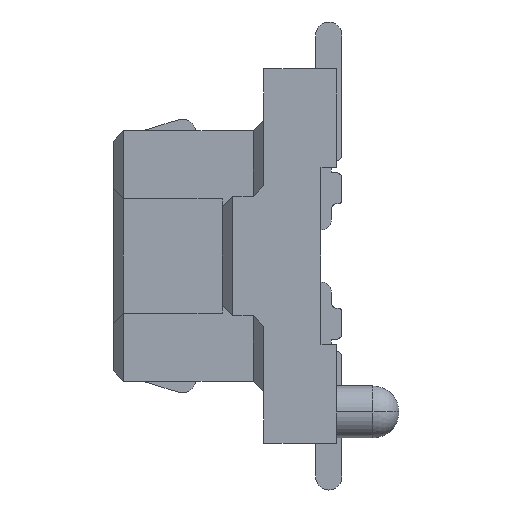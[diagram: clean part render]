
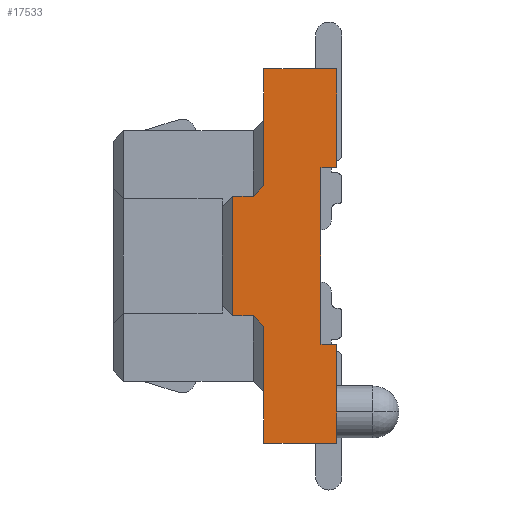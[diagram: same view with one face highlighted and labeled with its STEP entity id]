
A CAD part, left-side view. The second image highlights one B-rep face of the part: STEP entity #17533.
In plain terms, the highlighted planar face has unit normal (-1, 0, 0).
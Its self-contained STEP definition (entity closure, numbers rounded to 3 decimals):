
#25=DIRECTION('',(0.,0.,1.));
#26=VECTOR('',#25,0.95);
#27=CARTESIAN_POINT('',(-2.8,0.,0.85));
#28=LINE('',#27,#26);
#43=DIRECTION('',(0.,0.,1.));
#44=VECTOR('',#43,0.65);
#45=CARTESIAN_POINT('',(-2.8,0.,-1.5));
#46=LINE('',#45,#44);
#59=DIRECTION('',(0.,0.,1.));
#60=VECTOR('',#59,0.3);
#61=CARTESIAN_POINT('',(-2.8,0.,-1.8));
#62=LINE('',#61,#60);
#1095=DIRECTION('',(0.,1.,0.));
#1096=VECTOR('',#1095,0.7);
#1097=CARTESIAN_POINT('',(-2.8,0.,1.8));
#1098=LINE('',#1097,#1096);
#6395=DIRECTION('',(0.,1.,0.));
#6396=VECTOR('',#6395,0.7);
#6397=CARTESIAN_POINT('',(-2.8,0.,-1.8));
#6398=LINE('',#6397,#6396);
#6399=DIRECTION('',(0.,0.,1.));
#6400=VECTOR('',#6399,1.125);
#6401=CARTESIAN_POINT('',(-2.8,0.7,-1.8));
#6402=LINE('',#6401,#6400);
#6403=DIRECTION('',(0.,-1.,0.));
#6404=VECTOR('',#6403,0.2);
#6405=CARTESIAN_POINT('',(-2.8,1.,-0.575));
#6406=LINE('',#6405,#6404);
#6407=DIRECTION('',(0.,0.,-1.));
#6408=VECTOR('',#6407,1.15);
#6409=CARTESIAN_POINT('',(-2.8,1.,0.575));
#6410=LINE('',#6409,#6408);
#6411=DIRECTION('',(0.,-1.,0.));
#6412=VECTOR('',#6411,0.2);
#6413=CARTESIAN_POINT('',(-2.8,1.,0.575));
#6414=LINE('',#6413,#6412);
#6415=DIRECTION('',(0.,0.,1.));
#6416=VECTOR('',#6415,1.125);
#6417=CARTESIAN_POINT('',(-2.8,0.7,0.675));
#6418=LINE('',#6417,#6416);
#6419=DIRECTION('',(0.,1.,0.));
#6420=VECTOR('',#6419,0.15);
#6421=CARTESIAN_POINT('',(-2.8,0.,0.85));
#6422=LINE('',#6421,#6420);
#6423=DIRECTION('',(0.,0.,1.));
#6424=VECTOR('',#6423,1.7);
#6425=CARTESIAN_POINT('',(-2.8,0.15,-0.85));
#6426=LINE('',#6425,#6424);
#6427=DIRECTION('',(0.,1.,0.));
#6428=VECTOR('',#6427,0.15);
#6429=CARTESIAN_POINT('',(-2.8,0.,-0.85));
#6430=LINE('',#6429,#6428);
#6431=DIRECTION('',(0.,-0.707,-0.707));
#6432=VECTOR('',#6431,0.141);
#6433=CARTESIAN_POINT('',(-2.8,0.8,-0.575));
#6434=LINE('',#6433,#6432);
#6515=DIRECTION('',(0.,0.707,-0.707));
#6516=VECTOR('',#6515,0.141);
#6517=CARTESIAN_POINT('',(-2.8,0.7,0.675));
#6518=LINE('',#6517,#6516);
#7105=CARTESIAN_POINT('',(-2.8,0.7,1.8));
#7107=VERTEX_POINT('',#7105);
#7110=CARTESIAN_POINT('',(-2.8,0.7,-1.8));
#7112=VERTEX_POINT('',#7110);
#7113=CARTESIAN_POINT('',(-2.8,0.,-1.8));
#7114=VERTEX_POINT('',#7113);
#7115=CARTESIAN_POINT('',(-2.8,0.,1.8));
#7116=VERTEX_POINT('',#7115);
#7214=CARTESIAN_POINT('',(-2.8,1.,0.575));
#7216=VERTEX_POINT('',#7214);
#7223=CARTESIAN_POINT('',(-2.8,1.,-0.575));
#7224=VERTEX_POINT('',#7223);
#7253=CARTESIAN_POINT('',(-2.8,0.8,-0.575));
#7254=CARTESIAN_POINT('',(-2.8,0.7,-0.675));
#7255=VERTEX_POINT('',#7253);
#7256=VERTEX_POINT('',#7254);
#7261=CARTESIAN_POINT('',(-2.8,0.8,0.575));
#7262=VERTEX_POINT('',#7261);
#7263=CARTESIAN_POINT('',(-2.8,0.7,0.675));
#7264=VERTEX_POINT('',#7263);
#7275=CARTESIAN_POINT('',(-2.8,0.,0.85));
#7276=VERTEX_POINT('',#7275);
#7277=CARTESIAN_POINT('',(-2.8,0.,-0.85));
#7279=VERTEX_POINT('',#7277);
#7289=CARTESIAN_POINT('',(-2.8,0.15,-0.85));
#7290=CARTESIAN_POINT('',(-2.8,0.15,0.85));
#7291=VERTEX_POINT('',#7289);
#7292=VERTEX_POINT('',#7290);
#7313=CARTESIAN_POINT('',(-2.8,0.,-1.5));
#7315=VERTEX_POINT('',#7313);
#17505=CARTESIAN_POINT('',(-2.8,0.,-1.8));
#17506=DIRECTION('',(-1.,0.,0.));
#17507=DIRECTION('',(0.,0.,1.));
#17508=AXIS2_PLACEMENT_3D('',#17505,#17506,#17507);
#17509=PLANE('',#17508);
#17510=ORIENTED_EDGE('',*,*,#9358,.F.);
#17511=ORIENTED_EDGE('',*,*,#9504,.T.);
#17512=ORIENTED_EDGE('',*,*,#10467,.T.);
#17514=ORIENTED_EDGE('',*,*,#17513,.F.);
#17516=ORIENTED_EDGE('',*,*,#17515,.F.);
#17517=ORIENTED_EDGE('',*,*,#17498,.F.);
#17518=ORIENTED_EDGE('',*,*,#17473,.T.);
#17520=ORIENTED_EDGE('',*,*,#17519,.F.);
#17521=ORIENTED_EDGE('',*,*,#10594,.T.);
#17522=ORIENTED_EDGE('',*,*,#10040,.F.);
#17523=ORIENTED_EDGE('',*,*,#9334,.F.);
#17525=ORIENTED_EDGE('',*,*,#17524,.T.);
#17527=ORIENTED_EDGE('',*,*,#17526,.F.);
#17529=ORIENTED_EDGE('',*,*,#17528,.F.);
#17530=ORIENTED_EDGE('',*,*,#9350,.F.);
#17531=EDGE_LOOP('',(#17510,#17511,#17512,#17514,#17516,#17517,#17518,#17520,
#17521,#17522,#17523,#17525,#17527,#17529,#17530));
#17532=FACE_OUTER_BOUND('',#17531,.F.);
#9334=EDGE_CURVE('',#7276,#7116,#28,.T.);
#9350=EDGE_CURVE('',#7315,#7279,#46,.T.);
#9358=EDGE_CURVE('',#7114,#7315,#62,.T.);
#9504=EDGE_CURVE('',#7114,#7112,#6398,.T.);
#10040=EDGE_CURVE('',#7116,#7107,#1098,.T.);
#10467=EDGE_CURVE('',#7112,#7256,#6402,.T.);
#10594=EDGE_CURVE('',#7264,#7107,#6418,.T.);
#17473=EDGE_CURVE('',#7216,#7262,#6414,.T.);
#17498=EDGE_CURVE('',#7216,#7224,#6410,.T.);
#17513=EDGE_CURVE('',#7255,#7256,#6434,.T.);
#17515=EDGE_CURVE('',#7224,#7255,#6406,.T.);
#17519=EDGE_CURVE('',#7264,#7262,#6518,.T.);
#17524=EDGE_CURVE('',#7276,#7292,#6422,.T.);
#17526=EDGE_CURVE('',#7291,#7292,#6426,.T.);
#17528=EDGE_CURVE('',#7279,#7291,#6430,.T.);
#17533=ADVANCED_FACE('',(#17532),#17509,.T.);
